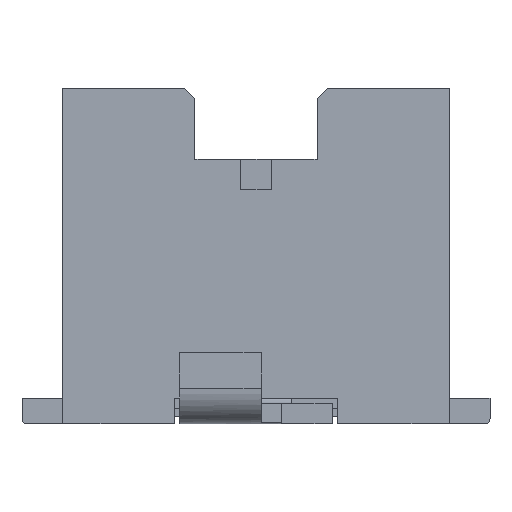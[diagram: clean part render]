
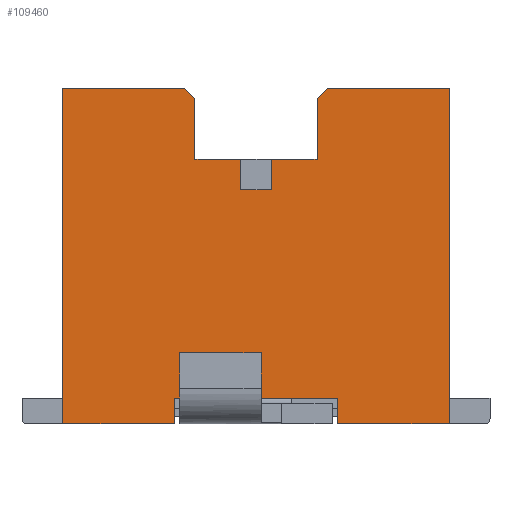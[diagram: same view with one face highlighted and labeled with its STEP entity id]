
A CAD part, left-side view. The second image highlights one B-rep face of the part: STEP entity #109460.
In plain terms, the highlighted face is planar.
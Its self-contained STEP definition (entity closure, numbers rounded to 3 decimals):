
#15670=CARTESIAN_POINT('',(-1.41,0.5,0.25));
#15680=DIRECTION('',(0.,1.,0.));
#15690=VECTOR('',#15680,1.);
#15700=LINE('',#15670,#15690);
#15710=CARTESIAN_POINT('',(-1.41,0.5,0.25));
#15720=VERTEX_POINT('',#15710);
#15730=CARTESIAN_POINT('',(-1.41,3.8,0.25));
#15740=VERTEX_POINT('',#15730);
#15750=EDGE_CURVE('',#15720,#15740,#15700,.T.);
#22240=CARTESIAN_POINT('',(-0.21,3.8,0.25));
#22250=VERTEX_POINT('',#22240);
#22280=CARTESIAN_POINT('',(-1.41,3.8,0.25));
#22290=DIRECTION('',(1.,0.,0.));
#22300=VECTOR('',#22290,1.);
#22310=LINE('',#22280,#22300);
#22320=EDGE_CURVE('',#15740,#22250,#22310,.T.);
#26510=CARTESIAN_POINT('',(2.39,0.5,0.25));
#26520=VERTEX_POINT('',#26510);
#26550=CARTESIAN_POINT('',(2.39,0.5,0.25));
#26560=DIRECTION('',(0.,1.,0.));
#26570=VECTOR('',#26560,1.);
#26580=LINE('',#26550,#26570);
#26590=CARTESIAN_POINT('',(2.39,3.8,0.25));
#26600=VERTEX_POINT('',#26590);
#26610=EDGE_CURVE('',#26520,#26600,#26580,.T.);
#107990=CARTESIAN_POINT('',(1.29,0.5,0.25));
#108000=VERTEX_POINT('',#107990);
#108160=CARTESIAN_POINT('',(1.29,0.75,0.25));
#108170=VERTEX_POINT('',#108160);
#108200=CARTESIAN_POINT('',(1.29,0.75,0.25));
#108210=DIRECTION('',(0.,-1.,0.));
#108220=VECTOR('',#108210,1.);
#108230=LINE('',#108200,#108220);
#108240=EDGE_CURVE('',#108170,#108000,#108230,.T.);
#108290=CARTESIAN_POINT('',(-1.41,0.5,0.25));
#108300=DIRECTION('',(0.,0.,-1.));
#108310=DIRECTION('',(1.,0.,0.));
#108320=AXIS2_PLACEMENT_3D('',#108290,#108300,#108310);
#108330=PLANE('',#108320);
#108340=CARTESIAN_POINT('',(1.29,0.75,0.25));
#108350=DIRECTION('',(-1.,0.,0.));
#108360=VECTOR('',#108350,1.);
#108370=LINE('',#108340,#108360);
#108380=CARTESIAN_POINT('',(-0.31,0.75,0.25));
#108390=VERTEX_POINT('',#108380);
#108400=EDGE_CURVE('',#108170,#108390,#108370,.T.);
#108410=ORIENTED_EDGE('',*,*,#108400,.F.);
#108420=CARTESIAN_POINT('',(-0.31,0.5,0.25));
#108430=DIRECTION('',(0.,1.,0.));
#108440=VECTOR('',#108430,1.);
#108450=LINE('',#108420,#108440);
#108460=CARTESIAN_POINT('',(-0.31,0.5,0.25));
#108470=VERTEX_POINT('',#108460);
#108480=EDGE_CURVE('',#108470,#108390,#108450,.T.);
#108490=ORIENTED_EDGE('',*,*,#108480,.T.);
#108500=CARTESIAN_POINT('',(-0.31,0.5,0.25));
#108510=DIRECTION('',(-1.,0.,0.));
#108520=VECTOR('',#108510,1.);
#108530=LINE('',#108500,#108520);
#108540=EDGE_CURVE('',#108470,#15720,#108530,.T.);
#108550=ORIENTED_EDGE('',*,*,#108540,.F.);
#108560=ORIENTED_EDGE('',*,*,#15750,.F.);
#108570=ORIENTED_EDGE('',*,*,#22320,.F.);
#108580=CARTESIAN_POINT('',(-0.11,3.7,
0.25));
#108590=DIRECTION('',(-0.707,0.707,0.));
#108600=VECTOR('',#108590,1.);
#108610=LINE('',#108580,#108600);
#108620=CARTESIAN_POINT('',(-0.11,3.7,
0.25));
#108630=VERTEX_POINT('',#108620);
#108640=EDGE_CURVE('',#108630,#22250,#108610,.T.);
#108650=ORIENTED_EDGE('',*,*,#108640,.T.);
#108660=CARTESIAN_POINT('',(-0.11,3.7,0.25));
#108670=DIRECTION('',(0.,-1.,0.));
#108680=VECTOR('',#108670,1.);
#108690=LINE('',#108660,#108680);
#108700=CARTESIAN_POINT('',(-0.11,3.1,0.25));
#108710=VERTEX_POINT('',#108700);
#108720=EDGE_CURVE('',#108630,#108710,#108690,.T.);
#108730=ORIENTED_EDGE('',*,*,#108720,.F.);
#108740=CARTESIAN_POINT('',(-0.11,3.1,0.25));
#108750=DIRECTION('',(1.,0.,0.));
#108760=VECTOR('',#108750,1.);
#108770=LINE('',#108740,#108760);
#108780=CARTESIAN_POINT('',(0.34,3.1,0.25));
#108790=VERTEX_POINT('',#108780);
#108800=EDGE_CURVE('',#108710,#108790,#108770,.T.);
#108810=ORIENTED_EDGE('',*,*,#108800,.F.);
#108820=CARTESIAN_POINT('',(0.34,3.1,0.25));
#108830=DIRECTION('',(0.,-1.,0.));
#108840=VECTOR('',#108830,1.);
#108850=LINE('',#108820,#108840);
#108860=CARTESIAN_POINT('',(0.34,2.8,0.25));
#108870=VERTEX_POINT('',#108860);
#108880=EDGE_CURVE('',#108790,#108870,#108850,.T.);
#108890=ORIENTED_EDGE('',*,*,#108880,.F.);
#108900=CARTESIAN_POINT('',(0.34,2.8,0.25));
#108910=DIRECTION('',(1.,0.,0.));
#108920=VECTOR('',#108910,1.);
#108930=LINE('',#108900,#108920);
#108940=CARTESIAN_POINT('',(0.64,2.8,0.25));
#108950=VERTEX_POINT('',#108940);
#108960=EDGE_CURVE('',#108870,#108950,#108930,.T.);
#108970=ORIENTED_EDGE('',*,*,#108960,.F.);
#108980=CARTESIAN_POINT('',(0.64,2.8,0.25));
#108990=DIRECTION('',(0.,1.,0.));
#109000=VECTOR('',#108990,1.);
#109010=LINE('',#108980,#109000);
#109020=CARTESIAN_POINT('',(0.64,3.1,0.25));
#109030=VERTEX_POINT('',#109020);
#109040=EDGE_CURVE('',#108950,#109030,#109010,.T.);
#109050=ORIENTED_EDGE('',*,*,#109040,.F.);
#109060=CARTESIAN_POINT('',(0.64,3.1,0.25));
#109070=DIRECTION('',(1.,0.,0.));
#109080=VECTOR('',#109070,1.);
#109090=LINE('',#109060,#109080);
#109100=CARTESIAN_POINT('',(1.09,3.1,0.25));
#109110=VERTEX_POINT('',#109100);
#109120=EDGE_CURVE('',#109030,#109110,#109090,.T.);
#109130=ORIENTED_EDGE('',*,*,#109120,.F.);
#109140=CARTESIAN_POINT('',(1.09,3.1,0.25));
#109150=DIRECTION('',(0.,1.,0.));
#109160=VECTOR('',#109150,1.);
#109170=LINE('',#109140,#109160);
#109180=CARTESIAN_POINT('',(1.09,3.7,0.25));
#109190=VERTEX_POINT('',#109180);
#109200=EDGE_CURVE('',#109110,#109190,#109170,.T.);
#109210=ORIENTED_EDGE('',*,*,#109200,.F.);
#109220=CARTESIAN_POINT('',(1.19,3.8,0.25));
#109230=DIRECTION('',(-0.707,-0.707,0.));
#109240=VECTOR('',#109230,1.);
#109250=LINE('',#109220,#109240);
#109260=CARTESIAN_POINT('',(1.19,3.8,0.25));
#109270=VERTEX_POINT('',#109260);
#109280=EDGE_CURVE('',#109270,#109190,#109250,.T.);
#109290=ORIENTED_EDGE('',*,*,#109280,.T.);
#109300=CARTESIAN_POINT('',(1.19,3.8,0.25));
#109310=DIRECTION('',(1.,0.,0.));
#109320=VECTOR('',#109310,1.);
#109330=LINE('',#109300,#109320);
#109340=EDGE_CURVE('',#109270,#26600,#109330,.T.);
#109350=ORIENTED_EDGE('',*,*,#109340,.F.);
#109360=ORIENTED_EDGE('',*,*,#26610,.T.);
#109370=CARTESIAN_POINT('',(2.39,0.5,0.25));
#109380=DIRECTION('',(-1.,0.,0.));
#109390=VECTOR('',#109380,1.);
#109400=LINE('',#109370,#109390);
#109410=EDGE_CURVE('',#26520,#108000,#109400,.T.);
#109420=ORIENTED_EDGE('',*,*,#109410,.F.);
#109430=ORIENTED_EDGE('',*,*,#108240,.T.);
#109440=EDGE_LOOP('',(#109430,#109420,#109360,#109350,#109290,#109210,
#109130,#109050,#108970,#108890,#108810,#108730,#108650,#108570,#108560,
#108550,#108490,#108410));
#109450=FACE_OUTER_BOUND('',#109440,.T.);
#109460=ADVANCED_FACE('',(#109450),#108330,.F.);
